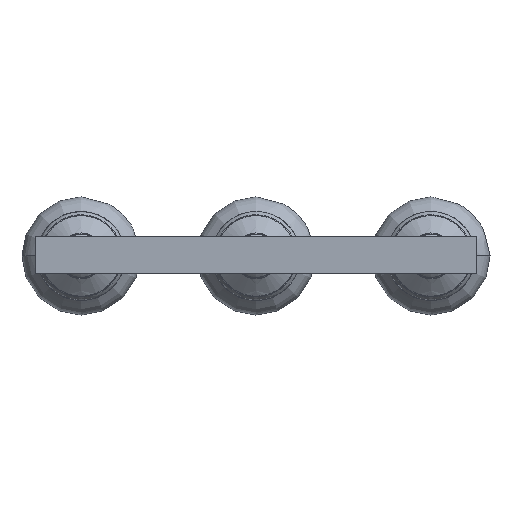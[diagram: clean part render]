
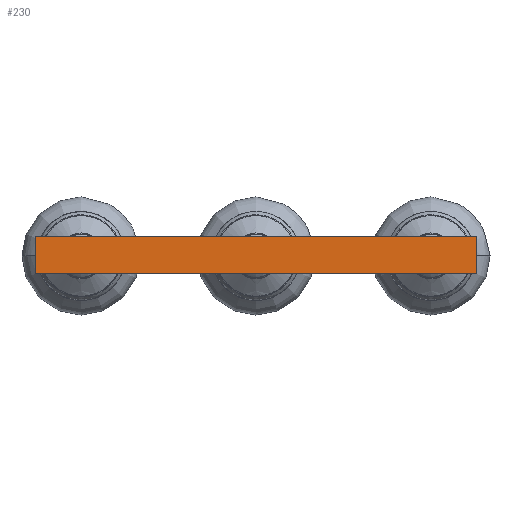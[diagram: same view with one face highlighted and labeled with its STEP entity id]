
A CAD part, top view. The second image highlights one B-rep face of the part: STEP entity #230.
In plain terms, the highlighted planar face has unit normal (0, 0, 1).
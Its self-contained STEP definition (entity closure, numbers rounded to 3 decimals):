
#32=PLANE('',#1643);
#82=B_SPLINE_CURVE_WITH_KNOTS('',1,(#138015,#138016),.UNSPECIFIED.,.F.,
 .F.,(2,2),(0.,60.),.UNSPECIFIED.);
#85=B_SPLINE_CURVE_WITH_KNOTS('',1,(#138021,#138022),.UNSPECIFIED.,.F.,
 .F.,(2,2),(-1425.,-725.),.UNSPECIFIED.);
#86=B_SPLINE_CURVE_WITH_KNOTS('',1,(#138023,#138024),.UNSPECIFIED.,.F.,
 .F.,(2,2),(0.,60.),.UNSPECIFIED.);
#87=B_SPLINE_CURVE_WITH_KNOTS('',1,(#138025,#138026),.UNSPECIFIED.,.F.,
 .F.,(2,2),(-1425.,-725.),.UNSPECIFIED.);
#230=ADVANCED_FACE('',(#341),#32,.T.);
#341=FACE_OUTER_BOUND('',#452,.T.);
#452=EDGE_LOOP('',(#857,#858,#859,#860));
#857=ORIENTED_EDGE('',*,*,#1097,.T.);
#858=ORIENTED_EDGE('',*,*,#1098,.T.);
#859=ORIENTED_EDGE('',*,*,#1099,.F.);
#860=ORIENTED_EDGE('',*,*,#1094,.F.);
#1094=EDGE_CURVE('',#1442,#1443,#82,.T.);
#1097=EDGE_CURVE('',#1442,#1445,#85,.T.);
#1098=EDGE_CURVE('',#1445,#1446,#86,.T.);
#1099=EDGE_CURVE('',#1443,#1446,#87,.T.);
#1442=VERTEX_POINT('',#138006);
#1443=VERTEX_POINT('',#138007);
#1445=VERTEX_POINT('',#138009);
#1446=VERTEX_POINT('',#138010);
#1643=AXIS2_PLACEMENT_3D('',#138000,#1681,$);
#1681=DIRECTION('',(0.,0.,1.));
#138000=CARTESIAN_POINT('',(-2573.503,-30.,1854.511));
#138006=CARTESIAN_POINT('',(-2573.503,-30.,1854.511));
#138007=CARTESIAN_POINT('',(-2573.503,30.,1854.511));
#138009=CARTESIAN_POINT('',(-1873.503,-30.,1854.511));
#138010=CARTESIAN_POINT('',(-1873.503,30.,1854.511));
#138015=CARTESIAN_POINT('',(-2573.503,-30.,1854.511));
#138016=CARTESIAN_POINT('',(-2573.503,30.,1854.511));
#138021=CARTESIAN_POINT('',(-2573.503,-30.,1854.511));
#138022=CARTESIAN_POINT('',(-1873.503,-30.,1854.511));
#138023=CARTESIAN_POINT('',(-1873.503,-30.,1854.511));
#138024=CARTESIAN_POINT('',(-1873.503,30.,1854.511));
#138025=CARTESIAN_POINT('',(-2573.503,30.,1854.511));
#138026=CARTESIAN_POINT('',(-1873.503,30.,1854.511));
